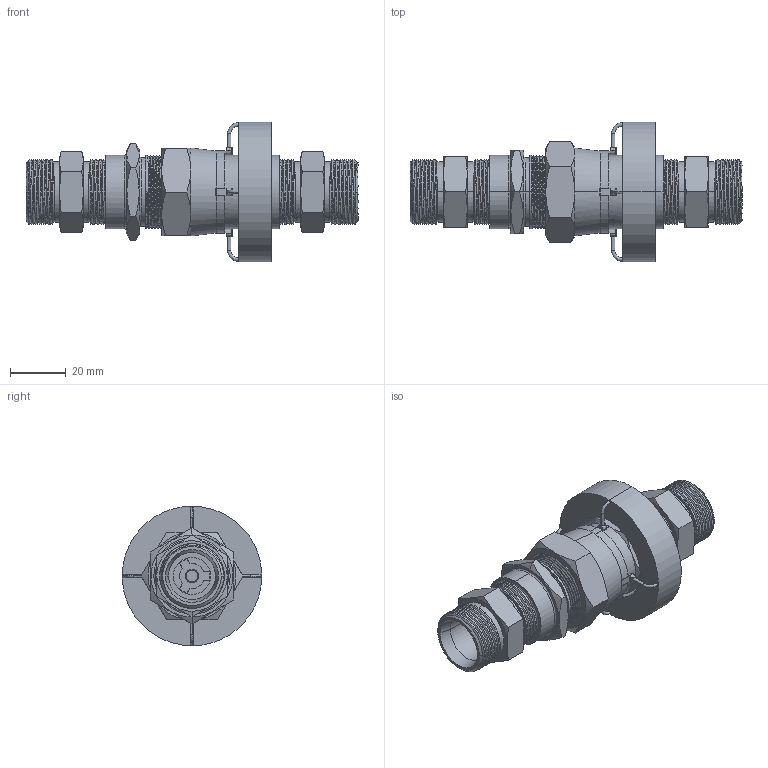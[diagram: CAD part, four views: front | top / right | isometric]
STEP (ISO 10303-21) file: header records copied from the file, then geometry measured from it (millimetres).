
FILE_DESCRIPTION(('FreeCAD Model'),'2;1');
FILE_NAME('Open CASCADE Shape Model','2025-04-27T05:28:04',('FreeCAD'),( 'FreeCAD'),'Open CASCADE STEP processor 7.6','FreeCAD','Unknown');
FILE_SCHEMA(('AUTOMOTIVE_DESIGN { 1 0 10303 214 1 1 1 1 }'));
Products named in the file (1): Open CASCADE STEP translator 7.6 1
Bounding box: 119.55 x 50.2 x 50.26 mm (x, y, z)
Volume: 55538.2 mm3; surface area: 45462.9 mm2
Topology: 18 solids, 18 shells, 649 faces, 1723 edges, 1135 vertices
Faces by surface type: bspline 649
Entity records: 58135 total; most frequent: CARTESIAN_POINT 48471, ORIENTED_EDGE 3446, EDGE_CURVE 1723, VERTEX_POINT 1135, B_SPLINE_CURVE_WITH_KNOTS 1096, FACE_BOUND 698, EDGE_LOOP 698, ADVANCED_FACE 649
